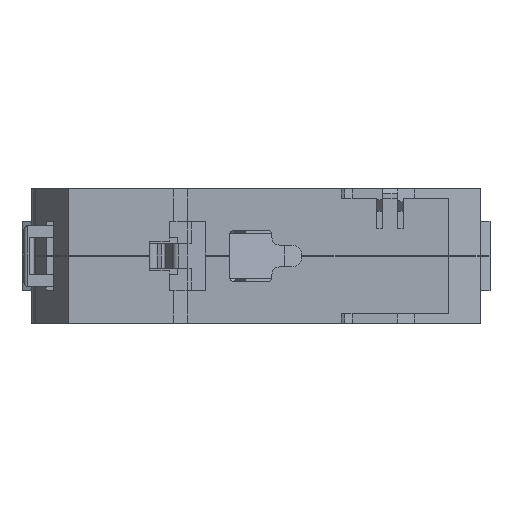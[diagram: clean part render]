
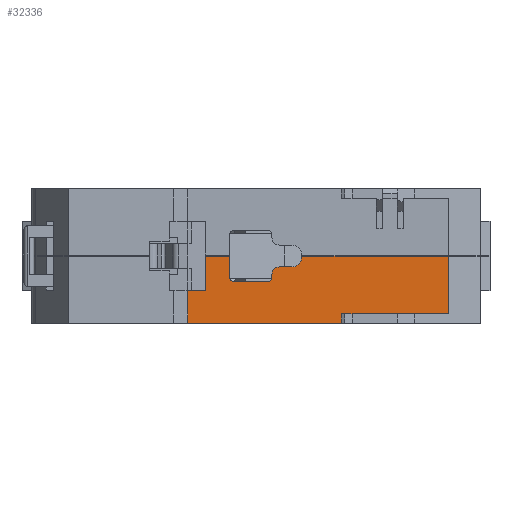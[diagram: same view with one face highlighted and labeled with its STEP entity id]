
A CAD part, front view. The second image highlights one B-rep face of the part: STEP entity #32336.
In plain terms, the highlighted planar face has unit normal (0, -1, 0).
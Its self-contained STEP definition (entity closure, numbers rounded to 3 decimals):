
#1466=FACE_OUTER_BOUND('',#3145,.T.);
#3145=EDGE_LOOP('',(#21545,#21546,#21547,#21548,#21549,#21550,#21551,#21552,
#21553,#21554,#21555,#21556,#21557,#21558,#21559,#21560,#21561,#21562,#21563,
#21564,#21565,#21566));
#5046=CIRCLE('',#34021,2.);
#5047=CIRCLE('',#34022,1.5);
#5048=CIRCLE('',#34023,1.);
#5049=CIRCLE('',#34024,1.);
#5680=LINE('',#45318,#9577);
#5683=LINE('',#45324,#9580);
#5752=LINE('',#45487,#9649);
#5760=LINE('',#45500,#9657);
#5762=LINE('',#45507,#9659);
#5763=LINE('',#45509,#9660);
#5764=LINE('',#45510,#9661);
#5765=LINE('',#45512,#9662);
#5766=LINE('',#45514,#9663);
#5767=LINE('',#45515,#9664);
#5768=LINE('',#45516,#9665);
#5769=LINE('',#45518,#9666);
#5770=LINE('',#45520,#9667);
#5771=LINE('',#45524,#9668);
#5772=LINE('',#45528,#9669);
#5773=LINE('',#45532,#9670);
#5774=LINE('',#45536,#9671);
#5775=LINE('',#45537,#9672);
#9577=VECTOR('',#36478,2.507);
#9580=VECTOR('',#36481,30.807);
#9649=VECTOR('',#36578,16.901);
#9657=VECTOR('',#36588,11.6);
#9659=VECTOR('',#36596,6.9);
#9660=VECTOR('',#36597,0.873);
#9661=VECTOR('',#36598,6.6);
#9662=VECTOR('',#36599,1.9);
#9663=VECTOR('',#36600,2.186);
#9664=VECTOR('',#36601,1.9);
#9665=VECTOR('',#36602,1.9);
#9666=VECTOR('',#36603,29.501);
#9667=VECTOR('',#36604,0.2);
#9668=VECTOR('',#36607,2.5);
#9669=VECTOR('',#36610,0.5);
#9670=VECTOR('',#36613,6.5);
#9671=VECTOR('',#36616,4.2);
#9672=VECTOR('',#36617,9.273);
#13474=VERTEX_POINT('',#45315);
#13475=VERTEX_POINT('',#45317);
#13477=VERTEX_POINT('',#45321);
#13478=VERTEX_POINT('',#45323);
#13557=VERTEX_POINT('',#45484);
#13558=VERTEX_POINT('',#45486);
#13562=VERTEX_POINT('',#45498);
#13563=VERTEX_POINT('',#45505);
#13564=VERTEX_POINT('',#45506);
#13565=VERTEX_POINT('',#45508);
#13566=VERTEX_POINT('',#45511);
#13567=VERTEX_POINT('',#45513);
#13568=VERTEX_POINT('',#45517);
#13569=VERTEX_POINT('',#45519);
#13570=VERTEX_POINT('',#45521);
#13571=VERTEX_POINT('',#45523);
#13572=VERTEX_POINT('',#45525);
#13573=VERTEX_POINT('',#45527);
#13574=VERTEX_POINT('',#45529);
#13575=VERTEX_POINT('',#45531);
#13576=VERTEX_POINT('',#45533);
#13577=VERTEX_POINT('',#45535);
#16658=EDGE_CURVE('',#13474,#13475,#5680,.T.);
#16661=EDGE_CURVE('',#13477,#13478,#5683,.T.);
#16742=EDGE_CURVE('',#13558,#13557,#5752,.T.);
#16750=EDGE_CURVE('',#13562,#13557,#5760,.T.);
#16752=EDGE_CURVE('',#13563,#13564,#5762,.T.);
#16753=EDGE_CURVE('',#13565,#13564,#5763,.T.);
#16754=EDGE_CURVE('',#13565,#13478,#5764,.T.);
#16755=EDGE_CURVE('',#13477,#13566,#5765,.T.);
#16756=EDGE_CURVE('',#13566,#13567,#5766,.T.);
#16757=EDGE_CURVE('',#13475,#13567,#5767,.T.);
#16758=EDGE_CURVE('',#13474,#13558,#5768,.T.);
#16759=EDGE_CURVE('',#13568,#13562,#5769,.T.);
#16760=EDGE_CURVE('',#13568,#13569,#5770,.T.);
#16761=EDGE_CURVE('',#13569,#13570,#5046,.T.);
#16762=EDGE_CURVE('',#13571,#13570,#5771,.T.);
#16763=EDGE_CURVE('',#13571,#13572,#5047,.T.);
#16764=EDGE_CURVE('',#13573,#13572,#5772,.T.);
#16765=EDGE_CURVE('',#13573,#13574,#5048,.T.);
#16766=EDGE_CURVE('',#13575,#13574,#5773,.T.);
#16767=EDGE_CURVE('',#13575,#13576,#5049,.T.);
#16768=EDGE_CURVE('',#13577,#13576,#5774,.T.);
#16769=EDGE_CURVE('',#13563,#13577,#5775,.T.);
#21545=ORIENTED_EDGE('',*,*,#16752,.T.);
#21546=ORIENTED_EDGE('',*,*,#16753,.F.);
#21547=ORIENTED_EDGE('',*,*,#16754,.T.);
#21548=ORIENTED_EDGE('',*,*,#16661,.F.);
#21549=ORIENTED_EDGE('',*,*,#16755,.T.);
#21550=ORIENTED_EDGE('',*,*,#16756,.T.);
#21551=ORIENTED_EDGE('',*,*,#16757,.F.);
#21552=ORIENTED_EDGE('',*,*,#16658,.F.);
#21553=ORIENTED_EDGE('',*,*,#16758,.T.);
#21554=ORIENTED_EDGE('',*,*,#16742,.T.);
#21555=ORIENTED_EDGE('',*,*,#16750,.F.);
#21556=ORIENTED_EDGE('',*,*,#16759,.F.);
#21557=ORIENTED_EDGE('',*,*,#16760,.T.);
#21558=ORIENTED_EDGE('',*,*,#16761,.T.);
#21559=ORIENTED_EDGE('',*,*,#16762,.F.);
#21560=ORIENTED_EDGE('',*,*,#16763,.T.);
#21561=ORIENTED_EDGE('',*,*,#16764,.F.);
#21562=ORIENTED_EDGE('',*,*,#16765,.T.);
#21563=ORIENTED_EDGE('',*,*,#16766,.F.);
#21564=ORIENTED_EDGE('',*,*,#16767,.T.);
#21565=ORIENTED_EDGE('',*,*,#16768,.F.);
#21566=ORIENTED_EDGE('',*,*,#16769,.F.);
#31011=PLANE('',#34020);
#32336=ADVANCED_FACE('',(#1466),#31011,.T.);
#34020=AXIS2_PLACEMENT_3D('',#45504,#36594,#36595);
#34021=AXIS2_PLACEMENT_3D('',#45522,#36605,#36606);
#34022=AXIS2_PLACEMENT_3D('',#45526,#36608,#36609);
#34023=AXIS2_PLACEMENT_3D('',#45530,#36611,#36612);
#34024=AXIS2_PLACEMENT_3D('',#45534,#36614,#36615);
#36478=DIRECTION('',(-1.,0.,0.));
#36481=DIRECTION('',(-1.,0.,0.));
#36578=DIRECTION('',(1.,0.,0.));
#36588=DIRECTION('',(0.,0.,-1.));
#36594=DIRECTION('center_axis',(0.,-1.,0.));
#36595=DIRECTION('ref_axis',(1.,0.,0.));
#36596=DIRECTION('',(0.,0.,-1.));
#36597=DIRECTION('',(-1.,0.,0.));
#36598=DIRECTION('',(0.,0.,-1.));
#36599=DIRECTION('',(0.,0.,1.));
#36600=DIRECTION('',(1.,0.,0.));
#36601=DIRECTION('',(0.,0.,1.));
#36602=DIRECTION('',(0.,0.,1.));
#36603=DIRECTION('',(1.,0.,0.));
#36604=DIRECTION('',(0.,0.,-1.));
#36605=DIRECTION('center_axis',(0.,1.,0.));
#36606=DIRECTION('ref_axis',(1.,0.,0.));
#36607=DIRECTION('',(1.,0.,0.));
#36608=DIRECTION('center_axis',(0.,-1.,0.));
#36609=DIRECTION('ref_axis',(0.,0.,1.));
#36610=DIRECTION('',(0.,0.,1.));
#36611=DIRECTION('center_axis',(0.,1.,0.));
#36612=DIRECTION('ref_axis',(1.,0.,0.));
#36613=DIRECTION('',(1.,0.,0.));
#36614=DIRECTION('center_axis',(0.,1.,0.));
#36615=DIRECTION('ref_axis',(0.,0.,-1.));
#36616=DIRECTION('',(0.,0.,-1.));
#36617=DIRECTION('',(1.,0.,0.));
#45315=CARTESIAN_POINT('',(17.7,-43.5,-13.5));
#45317=CARTESIAN_POINT('',(15.193,-43.5,-13.5));
#45318=CARTESIAN_POINT('',(17.7,-43.5,-13.5));
#45321=CARTESIAN_POINT('',(13.007,-43.5,-13.5));
#45323=CARTESIAN_POINT('',(-17.8,-43.5,-13.5));
#45324=CARTESIAN_POINT('',(13.007,-43.5,-13.5));
#45484=CARTESIAN_POINT('',(34.601,-43.5,-11.6));
#45486=CARTESIAN_POINT('',(17.7,-43.5,-11.6));
#45487=CARTESIAN_POINT('',(17.7,-43.5,-11.6));
#45498=CARTESIAN_POINT('',(34.601,-43.5,0.));
#45500=CARTESIAN_POINT('',(34.601,-43.5,0.));
#45504=CARTESIAN_POINT('Origin',(-17.8,-43.5,0.));
#45505=CARTESIAN_POINT('',(-18.673,-43.5,0.));
#45506=CARTESIAN_POINT('',(-18.673,-43.5,-6.9));
#45507=CARTESIAN_POINT('',(-18.673,-43.5,0.));
#45508=CARTESIAN_POINT('',(-17.8,-43.5,-6.9));
#45509=CARTESIAN_POINT('',(-17.8,-43.5,-6.9));
#45510=CARTESIAN_POINT('',(-17.8,-43.5,-6.9));
#45511=CARTESIAN_POINT('',(13.007,-43.5,-11.6));
#45512=CARTESIAN_POINT('',(13.007,-43.5,-13.5));
#45513=CARTESIAN_POINT('',(15.193,-43.5,-11.6));
#45514=CARTESIAN_POINT('',(13.007,-43.5,-11.6));
#45515=CARTESIAN_POINT('',(15.193,-43.5,-13.5));
#45516=CARTESIAN_POINT('',(17.7,-43.5,-13.5));
#45517=CARTESIAN_POINT('',(5.1,-43.5,0.));
#45518=CARTESIAN_POINT('',(5.1,-43.5,0.));
#45519=CARTESIAN_POINT('',(5.1,-43.5,-0.2));
#45520=CARTESIAN_POINT('',(5.1,-43.5,0.));
#45521=CARTESIAN_POINT('',(3.1,-43.5,-2.2));
#45522=CARTESIAN_POINT('Origin',(3.1,-43.5,-0.2));
#45523=CARTESIAN_POINT('',(0.6,-43.5,-2.2));
#45524=CARTESIAN_POINT('',(0.6,-43.5,-2.2));
#45525=CARTESIAN_POINT('',(-0.9,-43.5,-3.7));
#45526=CARTESIAN_POINT('Origin',(0.6,-43.5,-3.7));
#45527=CARTESIAN_POINT('',(-0.9,-43.5,-4.2));
#45528=CARTESIAN_POINT('',(-0.9,-43.5,-4.2));
#45529=CARTESIAN_POINT('',(-1.9,-43.5,-5.2));
#45530=CARTESIAN_POINT('Origin',(-1.9,-43.5,-4.2));
#45531=CARTESIAN_POINT('',(-8.4,-43.5,-5.2));
#45532=CARTESIAN_POINT('',(-8.4,-43.5,-5.2));
#45533=CARTESIAN_POINT('',(-9.4,-43.5,-4.2));
#45534=CARTESIAN_POINT('Origin',(-8.4,-43.5,-4.2));
#45535=CARTESIAN_POINT('',(-9.4,-43.5,0.));
#45536=CARTESIAN_POINT('',(-9.4,-43.5,0.));
#45537=CARTESIAN_POINT('',(-18.673,-43.5,0.));
